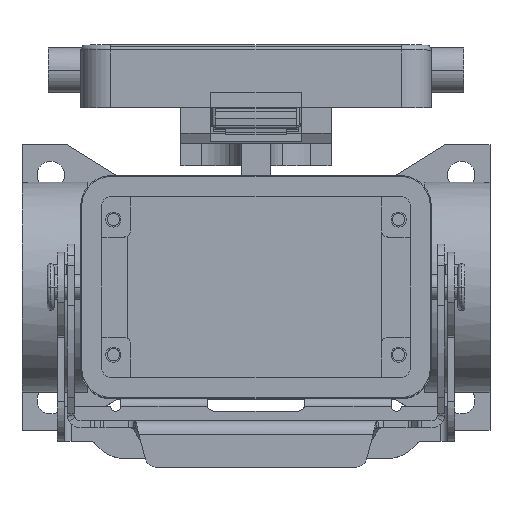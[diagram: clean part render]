
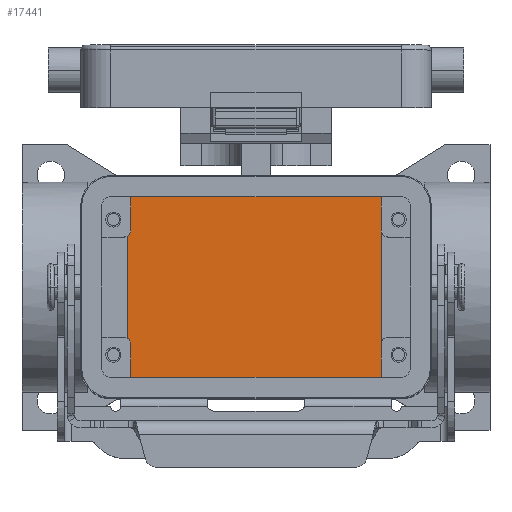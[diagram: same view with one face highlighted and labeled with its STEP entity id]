
A CAD part, top view. The second image highlights one B-rep face of the part: STEP entity #17441.
In plain terms, the highlighted planar face has unit normal (0, 0, 1).
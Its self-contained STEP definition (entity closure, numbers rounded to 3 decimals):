
#17368=CARTESIAN_POINT('',(0.0,0.,-62.0));
#17369=DIRECTION('',(0.0,0.0,1.0));
#17370=DIRECTION('',(1.0,0.0,0.0));
#17371=AXIS2_PLACEMENT_3D('',#17368,#17369,#17370);
#17372=PLANE('',#17371);
#17373=CARTESIAN_POINT('',(-25.75,10.201,-62.0));
#17374=VERTEX_POINT('',#17373);
#17375=CARTESIAN_POINT('',(-25.75,-10.201,-62.0));
#17376=VERTEX_POINT('',#17375);
#17377=CARTESIAN_POINT('',(-25.75,10.201,-62.0));
#17378=DIRECTION('',(0.0,-1.0,0.0));
#17379=VECTOR('',#17378,20.402);
#17380=LINE('',#17377,#17379);
#17381=EDGE_CURVE('',#17374,#17376,#17380,.T.);
#17382=ORIENTED_EDGE('',*,*,#17381,.T.);
#17383=CARTESIAN_POINT('',(-25.0,-11.5,-62.));
#17384=VERTEX_POINT('',#17383);
#17385=CARTESIAN_POINT('',(-26.5,-11.5,-62.0));
#17386=DIRECTION('',(0.0,0.0,-1.0));
#17387=DIRECTION('',(-1.0,0.0,0.0));
#17388=AXIS2_PLACEMENT_3D('',#17385,#17386,#17387);
#17389=CIRCLE('',#17388,1.5);
#17390=EDGE_CURVE('',#17376,#17384,#17389,.T.);
#17391=ORIENTED_EDGE('',*,*,#17390,.T.);
#17392=CARTESIAN_POINT('',(-25.0,-18.25,-62.));
#17393=VERTEX_POINT('',#17392);
#17394=CARTESIAN_POINT('',(-25.0,-11.5,-62.));
#17395=DIRECTION('',(0.0,-1.0,0.0));
#17396=VECTOR('',#17395,6.75);
#17397=LINE('',#17394,#17396);
#17398=EDGE_CURVE('',#17384,#17393,#17397,.T.);
#17399=ORIENTED_EDGE('',*,*,#17398,.T.);
#17400=CARTESIAN_POINT('',(25.0,-18.25,-62.));
#17401=VERTEX_POINT('',#17400);
#17402=CARTESIAN_POINT('',(-25.0,-18.25,-62.));
#17403=DIRECTION('',(1.0,0.0,0.0));
#17404=VECTOR('',#17403,50.0);
#17405=LINE('',#17402,#17404);
#17406=EDGE_CURVE('',#17393,#17401,#17405,.T.);
#17407=ORIENTED_EDGE('',*,*,#17406,.T.);
#17408=CARTESIAN_POINT('',(25.,18.25,-62.));
#17409=VERTEX_POINT('',#17408);
#17410=CARTESIAN_POINT('',(25.0,-18.25,-62.));
#17411=DIRECTION('',(0.0,1.0,0.0));
#17412=VECTOR('',#17411,36.5);
#17413=LINE('',#17410,#17412);
#17414=EDGE_CURVE('',#17401,#17409,#17413,.T.);
#17415=ORIENTED_EDGE('',*,*,#17414,.T.);
#17416=CARTESIAN_POINT('',(-25.0,18.25,-62.));
#17417=VERTEX_POINT('',#17416);
#17418=CARTESIAN_POINT('',(25.,18.25,-62.));
#17419=DIRECTION('',(-1.0,0.0,0.0));
#17420=VECTOR('',#17419,50.);
#17421=LINE('',#17418,#17420);
#17422=EDGE_CURVE('',#17409,#17417,#17421,.T.);
#17423=ORIENTED_EDGE('',*,*,#17422,.T.);
#17424=CARTESIAN_POINT('',(-25.,11.5,-62.));
#17425=VERTEX_POINT('',#17424);
#17426=CARTESIAN_POINT('',(-25.0,18.25,-62.));
#17427=DIRECTION('',(0.0,-1.0,0.0));
#17428=VECTOR('',#17427,6.75);
#17429=LINE('',#17426,#17428);
#17430=EDGE_CURVE('',#17417,#17425,#17429,.T.);
#17431=ORIENTED_EDGE('',*,*,#17430,.T.);
#17432=CARTESIAN_POINT('',(-26.5,11.5,-62.0));
#17433=DIRECTION('',(0.0,0.0,-1.0));
#17434=DIRECTION('',(0.0,-1.0,0.0));
#17435=AXIS2_PLACEMENT_3D('',#17432,#17433,#17434);
#17436=CIRCLE('',#17435,1.5);
#17437=EDGE_CURVE('',#17425,#17374,#17436,.T.);
#17438=ORIENTED_EDGE('',*,*,#17437,.T.);
#17439=EDGE_LOOP('',(#17382,#17391,#17399,#17407,#17415,#17423,#17431,#17438));
#17440=FACE_OUTER_BOUND('',#17439,.T.);
#17441=ADVANCED_FACE('',(#17440),#17372,.T.);
